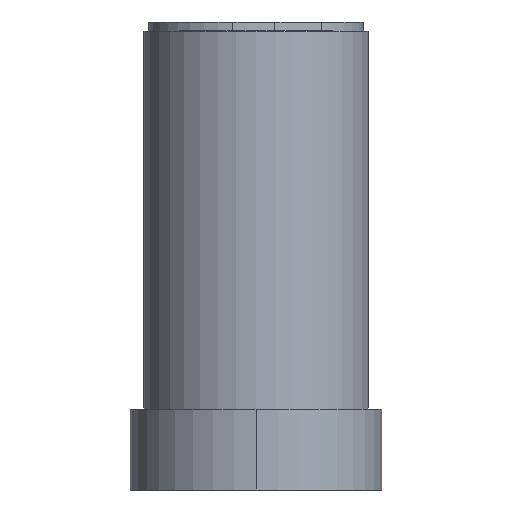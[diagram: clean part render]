
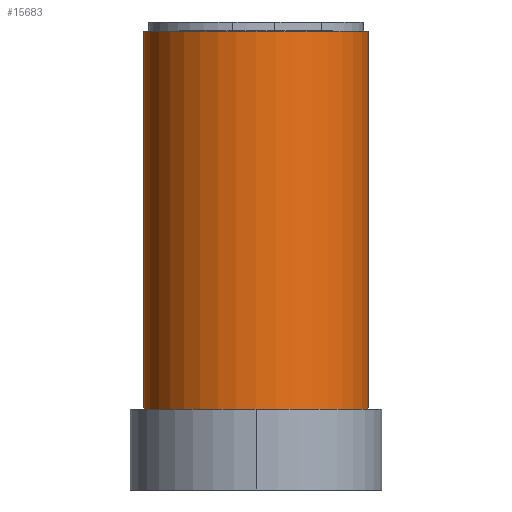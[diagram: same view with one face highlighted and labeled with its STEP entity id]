
A CAD part, left-side view. The second image highlights one B-rep face of the part: STEP entity #15683.
In plain terms, the highlighted cylindrical face has radius 3.175 mm (diameter 6.35 mm), a partial arc.
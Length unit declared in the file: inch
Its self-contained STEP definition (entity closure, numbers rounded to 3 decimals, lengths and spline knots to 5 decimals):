
#299 = FACE_OUTER_BOUND ( 'NONE', #3198, .T. ) ;
#306 = CYLINDRICAL_SURFACE ( 'NONE', #14298, 0.125 ) ;
#953 = AXIS2_PLACEMENT_3D ( 'NONE', #15063, #15062, #15061 ) ;
#954 = AXIS2_PLACEMENT_3D ( 'NONE', #15067, #15066, #15065 ) ;
#2676 = EDGE_CURVE ( 'NONE', #5675, #5678, #11079, .T. ) ;
#3198 = EDGE_LOOP ( 'NONE', ( #11804, #11802, #11798, #11796 ) ) ;
#4054 = EDGE_CURVE ( 'NONE', #5678, #5689, #11053, .T. ) ;
#4056 = EDGE_CURVE ( 'NONE', #5689, #5688, #11027, .T. ) ;
#4057 = EDGE_CURVE ( 'NONE', #5675, #5688, #11026, .T. ) ;
#5675 = VERTEX_POINT ( 'NONE', #14677 ) ;
#5678 = VERTEX_POINT ( 'NONE', #14674 ) ;
#5688 = VERTEX_POINT ( 'NONE', #14663 ) ;
#5689 = VERTEX_POINT ( 'NONE', #14662 ) ;
#9517 = DIRECTION ( 'NONE',  ( 1., 0., 0. ) ) ;
#9522 = DIRECTION ( 'NONE',  ( 0., 0., 1. ) ) ;
#9523 = CARTESIAN_POINT ( 'NONE',  ( -0.235, 0., -0.82397 ) ) ;
#11025 = VECTOR ( 'NONE', #15078, 39.37008 ) ;
#11026 = CIRCLE ( 'NONE', #953, 0.125 ) ;
#11027 = LINE ( 'NONE', #15071, #11025 ) ;
#11053 = CIRCLE ( 'NONE', #954, 0.125 ) ;
#11074 = VECTOR ( 'NONE', #14877, 39.37008 ) ;
#11079 = LINE ( 'NONE', #14890, #11074 ) ;
#11796 = ORIENTED_EDGE ( 'NONE', *, *, #4057, .F. ) ;
#11798 = ORIENTED_EDGE ( 'NONE', *, *, #4056, .T. ) ;
#11802 = ORIENTED_EDGE ( 'NONE', *, *, #4054, .T. ) ;
#11804 = ORIENTED_EDGE ( 'NONE', *, *, #2676, .T. ) ;
#14298 = AXIS2_PLACEMENT_3D ( 'NONE', #9523, #9522, #9517 ) ;
#14662 = CARTESIAN_POINT ( 'NONE',  ( -0.235, -0.125, 0.075 ) ) ;
#14663 = CARTESIAN_POINT ( 'NONE',  ( -0.235, -0.125, 0.495 ) ) ;
#14674 = CARTESIAN_POINT ( 'NONE',  ( -0.235, 0.125, 0.075 ) ) ;
#14677 = CARTESIAN_POINT ( 'NONE',  ( -0.235, 0.125, 0.495 ) ) ;
#14877 = DIRECTION ( 'NONE',  ( 0., 0., -1. ) ) ;
#14890 = CARTESIAN_POINT ( 'NONE',  ( -0.235, 0.125, -0.82397 ) ) ;
#15061 = DIRECTION ( 'NONE',  ( 1., 0., 0. ) ) ;
#15062 = DIRECTION ( 'NONE',  ( 0., 0., 1. ) ) ;
#15063 = CARTESIAN_POINT ( 'NONE',  ( -0.235, 0., 0.495 ) ) ;
#15065 = DIRECTION ( 'NONE',  ( 1., 0., 0. ) ) ;
#15066 = DIRECTION ( 'NONE',  ( 0., 0., 1. ) ) ;
#15067 = CARTESIAN_POINT ( 'NONE',  ( -0.235, 0., 0.075 ) ) ;
#15071 = CARTESIAN_POINT ( 'NONE',  ( -0.235, -0.125, -0.82397 ) ) ;
#15078 = DIRECTION ( 'NONE',  ( 0., 0., 1. ) ) ;
#15683 = ADVANCED_FACE ( 'NONE', ( #299 ), #306, .T. ) ;
